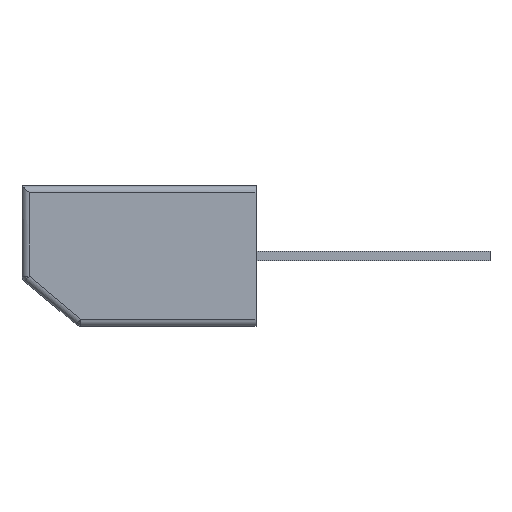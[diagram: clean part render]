
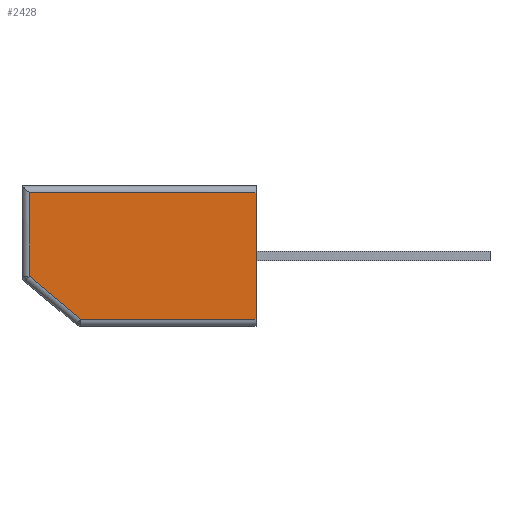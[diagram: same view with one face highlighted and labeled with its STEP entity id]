
A CAD part, left-side view. The second image highlights one B-rep face of the part: STEP entity #2428.
In plain terms, the highlighted planar face has unit normal (-1, 0, 0).
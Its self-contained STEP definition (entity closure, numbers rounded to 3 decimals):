
#237 = CARTESIAN_POINT ( 'NONE',  ( -3.6, 0., 0. ) ) ;
#270 = EDGE_CURVE ( 'NONE', #5449, #3769, #5593, .T. ) ;
#736 = DIRECTION ( 'NONE',  ( 0., 0., -1. ) ) ;
#761 = DIRECTION ( 'NONE',  ( 0., -1., 0. ) ) ;
#773 = EDGE_CURVE ( 'NONE', #2359, #5449, #5777, .T. ) ;
#935 = VECTOR ( 'NONE', #736, 1000. ) ;
#998 = PLANE ( 'NONE',  #5482 ) ;
#1038 = DIRECTION ( 'NONE',  ( 1., 0., 0. ) ) ;
#1090 = ORIENTED_EDGE ( 'NONE', *, *, #773, .F. ) ;
#1523 = ORIENTED_EDGE ( 'NONE', *, *, #2118, .F. ) ;
#1688 = LINE ( 'NONE', #2704, #3958 ) ;
#1710 = CARTESIAN_POINT ( 'NONE',  ( -3.6, 4.85, -1.5 ) ) ;
#1746 = ORIENTED_EDGE ( 'NONE', *, *, #4732, .F. ) ;
#2001 = VECTOR ( 'NONE', #5820, 1000. ) ;
#2118 = EDGE_CURVE ( 'NONE', #2345, #2359, #2271, .T. ) ;
#2271 = LINE ( 'NONE', #3939, #5749 ) ;
#2272 = CARTESIAN_POINT ( 'NONE',  ( -3.6, 4.85, 1.35 ) ) ;
#2286 = DIRECTION ( 'NONE',  ( 0., 0.768, 0.64 ) ) ;
#2345 = VERTEX_POINT ( 'NONE', #2272 ) ;
#2346 = CARTESIAN_POINT ( 'NONE',  ( -3.6, 4.85, -0.43 ) ) ;
#2359 = VERTEX_POINT ( 'NONE', #4067 ) ;
#2420 = VERTEX_POINT ( 'NONE', #2346 ) ;
#2428 = ADVANCED_FACE ( 'NONE', ( #5602 ), #998, .F. ) ;
#2704 = CARTESIAN_POINT ( 'NONE',  ( -3.6, 3.746, -1.35 ) ) ;
#2817 = CARTESIAN_POINT ( 'NONE',  ( -3.6, 0., -1.35 ) ) ;
#3186 = VECTOR ( 'NONE', #5595, 1000. ) ;
#3377 = CARTESIAN_POINT ( 'NONE',  ( -3.6, 5., -1.35 ) ) ;
#3541 = ORIENTED_EDGE ( 'NONE', *, *, #270, .F. ) ;
#3542 = CARTESIAN_POINT ( 'NONE',  ( -3.6, 3.746, -1.35 ) ) ;
#3673 = ORIENTED_EDGE ( 'NONE', *, *, #5147, .F. ) ;
#3745 = CARTESIAN_POINT ( 'NONE',  ( -3.6, 5., -1.5 ) ) ;
#3769 = VERTEX_POINT ( 'NONE', #3542 ) ;
#3913 = EDGE_LOOP ( 'NONE', ( #1523, #1746, #3673, #3541, #1090 ) ) ;
#3939 = CARTESIAN_POINT ( 'NONE',  ( -3.6, 5., 1.35 ) ) ;
#3958 = VECTOR ( 'NONE', #2286, 1000. ) ;
#4067 = CARTESIAN_POINT ( 'NONE',  ( -3.6, 0., 1.35 ) ) ;
#4195 = DIRECTION ( 'NONE',  ( 0., 0., -1. ) ) ;
#4732 = EDGE_CURVE ( 'NONE', #2420, #2345, #5615, .T. ) ;
#5147 = EDGE_CURVE ( 'NONE', #3769, #2420, #1688, .T. ) ;
#5449 = VERTEX_POINT ( 'NONE', #2817 ) ;
#5482 = AXIS2_PLACEMENT_3D ( 'NONE', #3745, #1038, #4195 ) ;
#5593 = LINE ( 'NONE', #3377, #3186 ) ;
#5595 = DIRECTION ( 'NONE',  ( 0., 1., 0. ) ) ;
#5602 = FACE_OUTER_BOUND ( 'NONE', #3913, .T. ) ;
#5615 = LINE ( 'NONE', #1710, #2001 ) ;
#5749 = VECTOR ( 'NONE', #761, 1000. ) ;
#5777 = LINE ( 'NONE', #237, #935 ) ;
#5820 = DIRECTION ( 'NONE',  ( 0., 0., 1. ) ) ;
